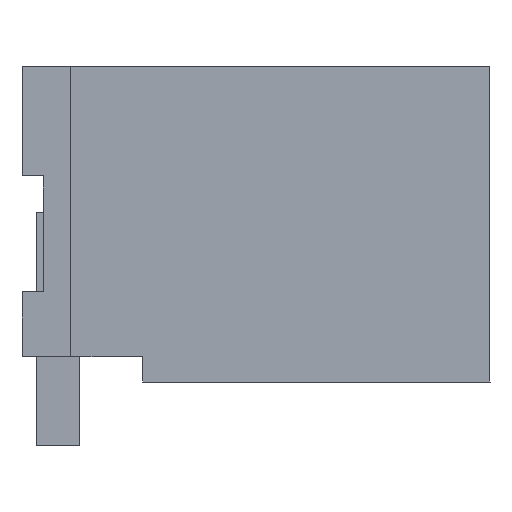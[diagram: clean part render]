
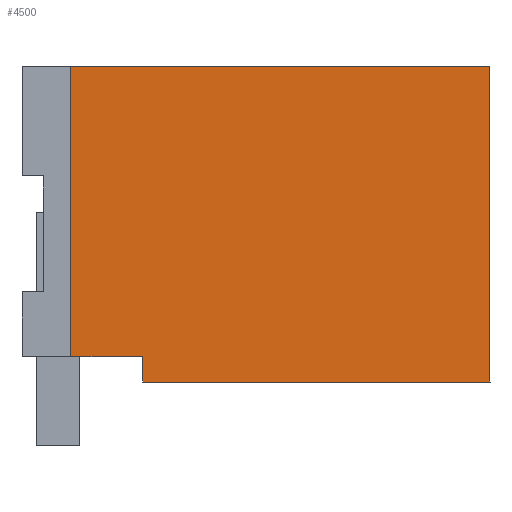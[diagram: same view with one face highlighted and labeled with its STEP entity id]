
A CAD part, left-side view. The second image highlights one B-rep face of the part: STEP entity #4500.
In plain terms, the highlighted planar face has unit normal (-1, 0, 0).
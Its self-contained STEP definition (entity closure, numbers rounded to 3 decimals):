
#4478=AXIS2_PLACEMENT_3D('Plane Axis2P3D',#4475,#4476,#4477) ;
#772=CARTESIAN_POINT('Vertex',(0.,8.2,2.1)) ;
#775=CARTESIAN_POINT('Line Origine',(0.,9.05,2.1)) ;
#779=CARTESIAN_POINT('Vertex',(0.,9.9,2.1)) ;
#986=CARTESIAN_POINT('Line Origine',(0.,9.9,5.525)) ;
#990=CARTESIAN_POINT('Vertex',(0.,9.9,8.95)) ;
#1452=CARTESIAN_POINT('Line Origine',(0.,4.95,8.95)) ;
#1456=CARTESIAN_POINT('Vertex',(0.,0.,8.95)) ;
#4459=CARTESIAN_POINT('Vertex',(0.,8.2,1.5)) ;
#4462=CARTESIAN_POINT('Line Origine',(0.,8.2,1.8)) ;
#4475=CARTESIAN_POINT('Axis2P3D Location',(0.,11.05,-1.55)) ;
#4480=CARTESIAN_POINT('Line Origine',(0.,4.1,1.5)) ;
#4484=CARTESIAN_POINT('Vertex',(0.,0.,1.5)) ;
#4487=CARTESIAN_POINT('Line Origine',(0.,0.,5.225)) ;
#776=DIRECTION('Vector Direction',(0.,-1.,0.)) ;
#987=DIRECTION('Vector Direction',(0.,0.,-1.)) ;
#1453=DIRECTION('Vector Direction',(0.,1.,0.)) ;
#4463=DIRECTION('Vector Direction',(0.,0.,1.)) ;
#4476=DIRECTION('Axis2P3D Direction',(-1.,0.,0.)) ;
#4477=DIRECTION('Axis2P3D XDirection',(0.,-1.,0.)) ;
#4481=DIRECTION('Vector Direction',(0.,1.,0.)) ;
#4488=DIRECTION('Vector Direction',(0.,0.,-1.)) ;
#777=VECTOR('Line Direction',#776,1.) ;
#988=VECTOR('Line Direction',#987,1.) ;
#1454=VECTOR('Line Direction',#1453,1.) ;
#4464=VECTOR('Line Direction',#4463,1.) ;
#4482=VECTOR('Line Direction',#4481,1.) ;
#4489=VECTOR('Line Direction',#4488,1.) ;
#4493=ORIENTED_EDGE('',*,*,#781,.T.) ;
#4494=ORIENTED_EDGE('',*,*,#4466,.F.) ;
#4495=ORIENTED_EDGE('',*,*,#4486,.T.) ;
#4496=ORIENTED_EDGE('',*,*,#4491,.T.) ;
#4497=ORIENTED_EDGE('',*,*,#1458,.T.) ;
#4498=ORIENTED_EDGE('',*,*,#992,.T.) ;
#4500=ADVANCED_FACE('HOUSING',(#4499),#4479,.T.) ;
#781=EDGE_CURVE('',#780,#773,#778,.T.) ;
#992=EDGE_CURVE('',#991,#780,#989,.T.) ;
#1458=EDGE_CURVE('',#1457,#991,#1455,.T.) ;
#4466=EDGE_CURVE('',#4460,#773,#4465,.T.) ;
#4486=EDGE_CURVE('',#4460,#4485,#4483,.F.) ;
#4491=EDGE_CURVE('',#4485,#1457,#4490,.F.) ;
#4492=EDGE_LOOP('',(#4493,#4494,#4495,#4496,#4497,#4498)) ;
#4499=FACE_OUTER_BOUND('',#4492,.T.) ;
#778=LINE('Line',#775,#777) ;
#989=LINE('Line',#986,#988) ;
#1455=LINE('Line',#1452,#1454) ;
#4465=LINE('Line',#4462,#4464) ;
#4483=LINE('Line',#4480,#4482) ;
#4490=LINE('Line',#4487,#4489) ;
#4479=PLANE('',#4478) ;
#773=VERTEX_POINT('',#772) ;
#780=VERTEX_POINT('',#779) ;
#991=VERTEX_POINT('',#990) ;
#1457=VERTEX_POINT('',#1456) ;
#4460=VERTEX_POINT('',#4459) ;
#4485=VERTEX_POINT('',#4484) ;
